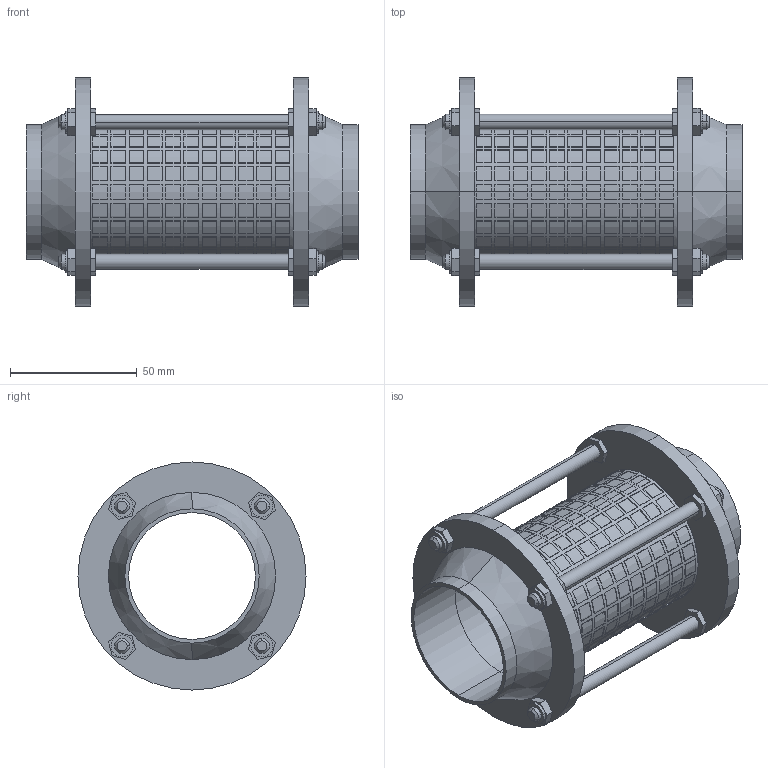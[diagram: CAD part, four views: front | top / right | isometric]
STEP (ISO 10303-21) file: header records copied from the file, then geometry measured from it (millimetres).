
FILE_DESCRIPTION (( 'STEP AP203' ), '1' );
FILE_NAME ('3D_M-7006_DN50_174601025.STEP', '2024-10-04T10:16:54', ( '' ), ( '' ), 'SwSTEP 2.0', 'SolidWorks 2024', '' );
FILE_SCHEMA (( 'CONFIG_CONTROL_DESIGN' ));
Length unit declared in the file: millimetre
Products named in the file (1): 3D_M-7006_DN50_174601025
Bounding box: 131 x 90 x 90 mm (x, y, z)
Volume: 128784.2 mm3; surface area: 84122.8 mm2
Topology: 10 solids, 10 shells, 1307 faces, 3874 edges, 2576 vertices
Faces by surface type: plane 1205, cylinder 82, cone 20
Entity records: 45247 total; most frequent: DIRECTION 7818, CARTESIAN_POINT 7758, ORIENTED_EDGE 7748, EDGE_CURVE 3874, AXIS2_PLACEMENT_3D 2636, VERTEX_POINT 2576, VECTOR 2546, LINE 2546
